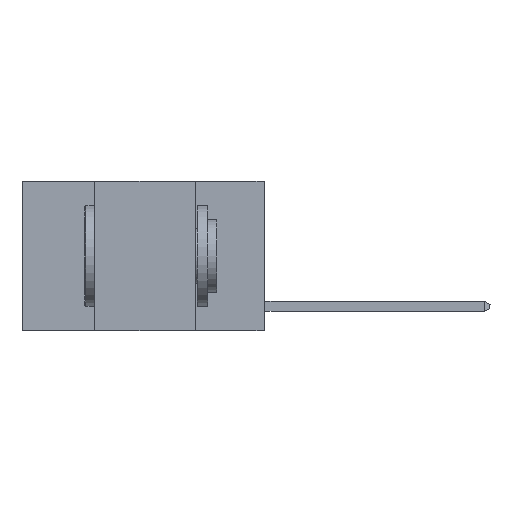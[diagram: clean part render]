
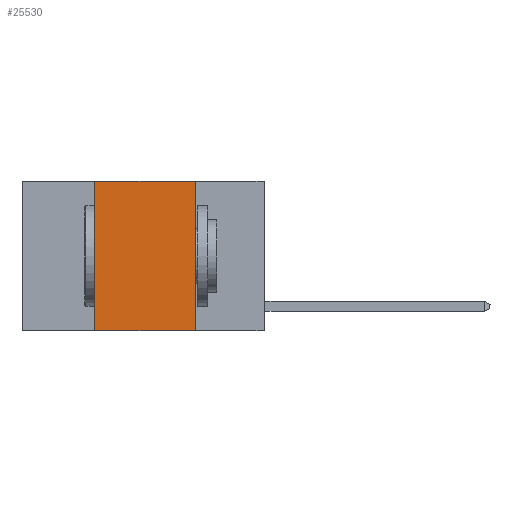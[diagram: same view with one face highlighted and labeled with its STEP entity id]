
A CAD part, left-side view. The second image highlights one B-rep face of the part: STEP entity #25530.
In plain terms, the highlighted planar face has unit normal (-1, 0, 0).
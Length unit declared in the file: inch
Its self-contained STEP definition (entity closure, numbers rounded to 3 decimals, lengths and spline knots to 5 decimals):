
#334 = CARTESIAN_POINT ( 'NONE',  ( 0., 0.6, 0. ) ) ;
#1856 = DIRECTION ( 'NONE',  ( 0., -1., 0. ) ) ;
#2130 = ORIENTED_EDGE ( 'NONE', *, *, #26113, .T. ) ;
#2336 = EDGE_CURVE ( 'NONE', #6862, #10319, #14339, .T. ) ;
#2520 = DIRECTION ( 'NONE',  ( 0., 0., -1. ) ) ;
#2812 = CARTESIAN_POINT ( 'NONE',  ( 0., 0.6, 0. ) ) ;
#2814 = FACE_OUTER_BOUND ( 'NONE', #7867, .T. ) ;
#2870 = VECTOR ( 'NONE', #24166, 39.37008 ) ;
#3551 = ORIENTED_EDGE ( 'NONE', *, *, #9797, .F. ) ;
#5011 = DIRECTION ( 'NONE',  ( 0., -1., 0. ) ) ;
#5379 = VERTEX_POINT ( 'NONE', #13513 ) ;
#6862 = VERTEX_POINT ( 'NONE', #14394 ) ;
#7127 = VECTOR ( 'NONE', #21783, 39.37008 ) ;
#7794 = LINE ( 'NONE', #15247, #7127 ) ;
#7867 = EDGE_LOOP ( 'NONE', ( #15188, #3551, #9578, #2130 ) ) ;
#8586 = VECTOR ( 'NONE', #5011, 39.37008 ) ;
#8953 = CARTESIAN_POINT ( 'NONE',  ( 0., 0.42, 0. ) ) ;
#9578 = ORIENTED_EDGE ( 'NONE', *, *, #2336, .F. ) ;
#9797 = EDGE_CURVE ( 'NONE', #10319, #5379, #15633, .T. ) ;
#10319 = VERTEX_POINT ( 'NONE', #8953 ) ;
#13513 = CARTESIAN_POINT ( 'NONE',  ( 0., 0.17, 0. ) ) ;
#14339 = LINE ( 'NONE', #22030, #2870 ) ;
#14394 = CARTESIAN_POINT ( 'NONE',  ( 0., 0.42, -0.37 ) ) ;
#14578 = VECTOR ( 'NONE', #1856, 39.37008 ) ;
#15188 = ORIENTED_EDGE ( 'NONE', *, *, #18206, .F. ) ;
#15247 = CARTESIAN_POINT ( 'NONE',  ( 0., 0.17, 0. ) ) ;
#15429 = DIRECTION ( 'NONE',  ( 1., 0., 0. ) ) ;
#15633 = LINE ( 'NONE', #2812, #8586 ) ;
#18206 = EDGE_CURVE ( 'NONE', #5379, #21605, #7794, .T. ) ;
#19563 = PLANE ( 'NONE',  #22652 ) ;
#21016 = LINE ( 'NONE', #27597, #14578 ) ;
#21605 = VERTEX_POINT ( 'NONE', #25596 ) ;
#21783 = DIRECTION ( 'NONE',  ( 0., 0., -1. ) ) ;
#22030 = CARTESIAN_POINT ( 'NONE',  ( 0., 0.42, 0. ) ) ;
#22652 = AXIS2_PLACEMENT_3D ( 'NONE', #334, #15429, #2520 ) ;
#24166 = DIRECTION ( 'NONE',  ( 0., 0., 1. ) ) ;
#25530 = ADVANCED_FACE ( 'NONE', ( #2814 ), #19563, .F. ) ;
#25596 = CARTESIAN_POINT ( 'NONE',  ( 0., 0.17, -0.37 ) ) ;
#26113 = EDGE_CURVE ( 'NONE', #6862, #21605, #21016, .T. ) ;
#27597 = CARTESIAN_POINT ( 'NONE',  ( 0., 0.6, -0.37 ) ) ;
